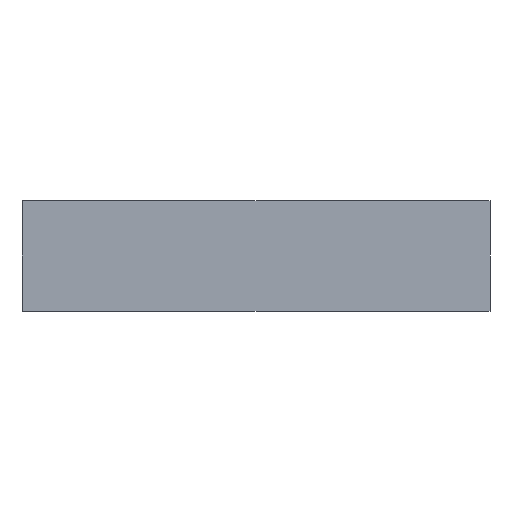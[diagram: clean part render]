
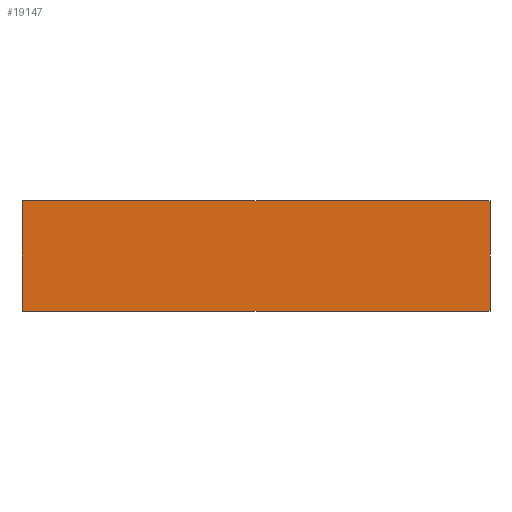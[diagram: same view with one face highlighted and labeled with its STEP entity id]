
A CAD part, front view. The second image highlights one B-rep face of the part: STEP entity #19147.
In plain terms, the highlighted planar face has unit normal (0, -1, 0).
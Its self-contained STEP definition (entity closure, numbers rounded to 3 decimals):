
#470 = CARTESIAN_POINT ( 'NONE',  ( -275., -30., -65. ) ) ;
#531 = CARTESIAN_POINT ( 'NONE',  ( -275., -30., 65. ) ) ;
#2396 = LINE ( 'NONE', #23934, #14326 ) ;
#6239 = DIRECTION ( 'NONE',  ( -1., 0., 0. ) ) ;
#6545 = ORIENTED_EDGE ( 'NONE', *, *, #34420, .T. ) ;
#7932 = CARTESIAN_POINT ( 'NONE',  ( -275., -30., 65. ) ) ;
#8193 = VECTOR ( 'NONE', #8545, 1000. ) ;
#8545 = DIRECTION ( 'NONE',  ( 1., 0., 0. ) ) ;
#9064 = VERTEX_POINT ( 'NONE', #11745 ) ;
#10003 = DIRECTION ( 'NONE',  ( 0., 0., -1. ) ) ;
#11236 = EDGE_CURVE ( 'NONE', #18217, #9064, #2396, .T. ) ;
#11706 = ORIENTED_EDGE ( 'NONE', *, *, #32291, .T. ) ;
#11745 = CARTESIAN_POINT ( 'NONE',  ( 275., -30., 65. ) ) ;
#11930 = LINE ( 'NONE', #470, #8193 ) ;
#12720 = EDGE_LOOP ( 'NONE', ( #11706, #6545, #32682, #26414 ) ) ;
#14326 = VECTOR ( 'NONE', #34863, 1000. ) ;
#15292 = VECTOR ( 'NONE', #6239, 1000. ) ;
#18217 = VERTEX_POINT ( 'NONE', #18730 ) ;
#18630 = VERTEX_POINT ( 'NONE', #7932 ) ;
#18730 = CARTESIAN_POINT ( 'NONE',  ( 275., -30., -65. ) ) ;
#18947 = VERTEX_POINT ( 'NONE', #33346 ) ;
#19147 = ADVANCED_FACE ( 'NONE', ( #35112 ), #24366, .T. ) ;
#19529 = CARTESIAN_POINT ( 'NONE',  ( -275., -30., 65. ) ) ;
#20214 = EDGE_CURVE ( 'NONE', #9064, #18630, #33489, .T. ) ;
#22617 = AXIS2_PLACEMENT_3D ( 'NONE', #35295, #23642, #10003 ) ;
#23106 = VECTOR ( 'NONE', #25467, 1000. ) ;
#23642 = DIRECTION ( 'NONE',  ( 0., -1., 0. ) ) ;
#23934 = CARTESIAN_POINT ( 'NONE',  ( 275., -30., 65. ) ) ;
#24366 = PLANE ( 'NONE',  #22617 ) ;
#25467 = DIRECTION ( 'NONE',  ( 0., 0., -1. ) ) ;
#26414 = ORIENTED_EDGE ( 'NONE', *, *, #20214, .T. ) ;
#28151 = LINE ( 'NONE', #531, #23106 ) ;
#32291 = EDGE_CURVE ( 'NONE', #18630, #18947, #28151, .T. ) ;
#32682 = ORIENTED_EDGE ( 'NONE', *, *, #11236, .T. ) ;
#33346 = CARTESIAN_POINT ( 'NONE',  ( -275., -30., -65. ) ) ;
#33489 = LINE ( 'NONE', #19529, #15292 ) ;
#34420 = EDGE_CURVE ( 'NONE', #18947, #18217, #11930, .T. ) ;
#34863 = DIRECTION ( 'NONE',  ( 0., 0., 1. ) ) ;
#35112 = FACE_OUTER_BOUND ( 'NONE', #12720, .T. ) ;
#35295 = CARTESIAN_POINT ( 'NONE',  ( 0., -30., 0. ) ) ;
